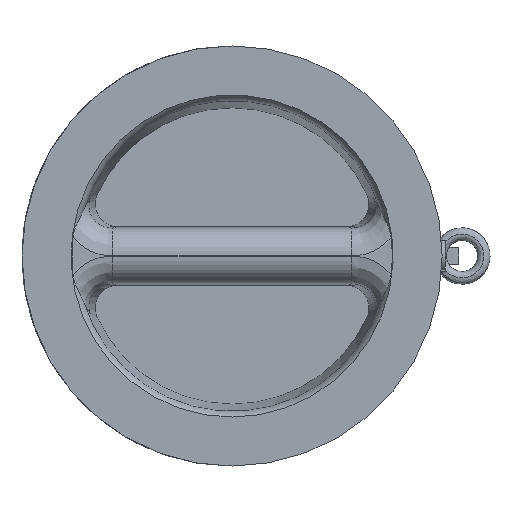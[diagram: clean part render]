
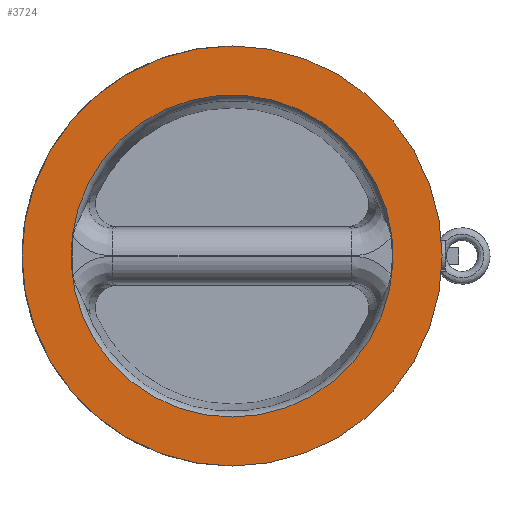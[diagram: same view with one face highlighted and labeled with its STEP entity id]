
A CAD part, front view. The second image highlights one B-rep face of the part: STEP entity #3724.
In plain terms, the highlighted planar face has unit normal (0, -1, 0).
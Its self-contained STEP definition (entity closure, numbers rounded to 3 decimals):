
#3548=CARTESIAN_POINT('',(0.0,6.,-202.));
#3549=VERTEX_POINT('',#3548);
#3550=CARTESIAN_POINT('',(0.0,6.,0.0));
#3551=DIRECTION('',(0.0,1.0,0.0));
#3552=DIRECTION('',(0.0,0.0,-1.0));
#3553=AXIS2_PLACEMENT_3D('',#3550,#3551,#3552);
#3554=CIRCLE('',#3553,202.);
#3555=EDGE_CURVE('',#3549,#3549,#3554,.T.);
#3705=CARTESIAN_POINT('',(0.0,6.,-125.0));
#3706=DIRECTION('',(0.0,1.0,0.0));
#3707=DIRECTION('',(0.0,0.0,1.0));
#3708=AXIS2_PLACEMENT_3D('',#3705,#3706,#3707);
#3709=PLANE('',#3708);
#3710=ORIENTED_EDGE('',*,*,#3555,.F.);
#3711=EDGE_LOOP('',(#3710));
#3712=FACE_OUTER_BOUND('',#3711,.T.);
#3713=CARTESIAN_POINT('',(0.,6.,-154.873));
#3714=VERTEX_POINT('',#3713);
#3715=CARTESIAN_POINT('',(0.0,6.,0.0));
#3716=DIRECTION('',(0.0,-1.0,0.0));
#3717=DIRECTION('',(0.0,0.0,1.0));
#3718=AXIS2_PLACEMENT_3D('',#3715,#3716,#3717);
#3719=CIRCLE('',#3718,154.873);
#3720=EDGE_CURVE('',#3714,#3714,#3719,.T.);
#3721=ORIENTED_EDGE('',*,*,#3720,.F.);
#3722=EDGE_LOOP('',(#3721));
#3723=FACE_BOUND('',#3722,.T.);
#3724=ADVANCED_FACE('',(#3712,#3723),#3709,.F.);
